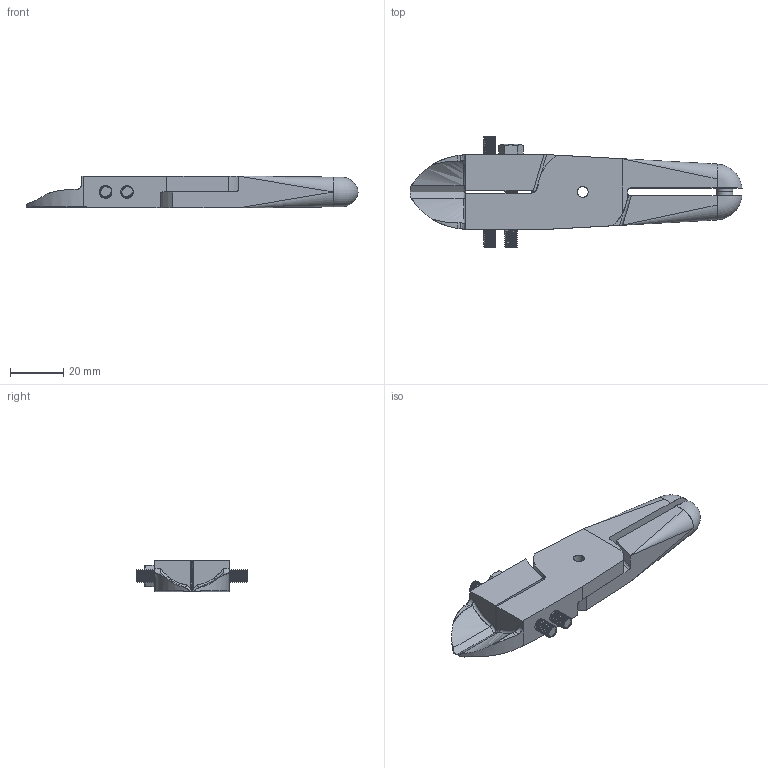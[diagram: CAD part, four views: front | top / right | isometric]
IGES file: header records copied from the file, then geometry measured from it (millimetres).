
Start section: uk
Global section: file name: 34HNH20AJL.igs; native system: Rhinoceros ( Aug 15 2024 ); preprocessor: Trout Lake IGES 012 Aug 15 2024; date: 250729.041009; units: millimetre
Bounding box: 125 x 42 x 12 mm (x, y, z)
Surface area: 14205 mm2 (no closed solid volume)
Topology: 0 solids, 0 shells, 204 faces, 7793 edges, 7777 vertices
Faces by surface type: bspline 204
